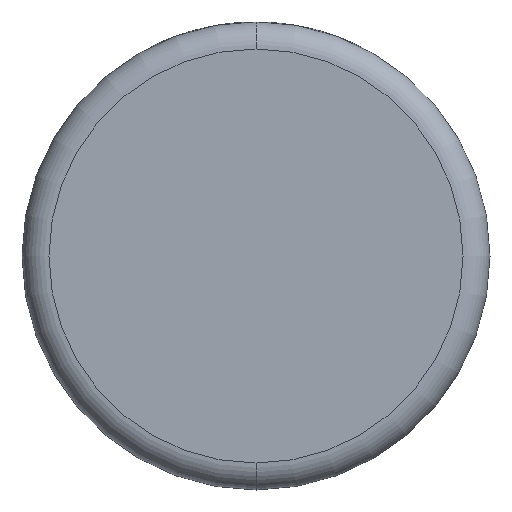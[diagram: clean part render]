
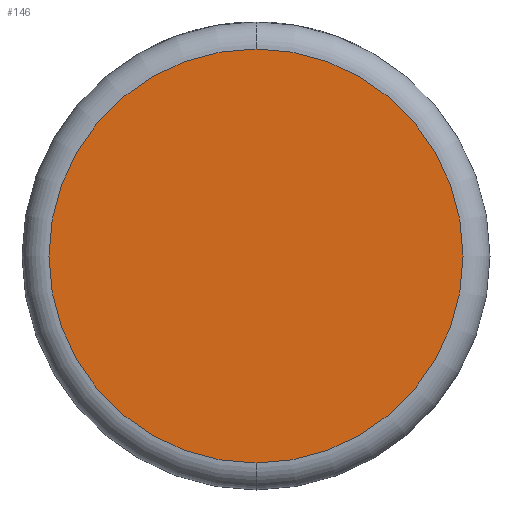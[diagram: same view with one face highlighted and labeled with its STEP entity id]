
A CAD part, front view. The second image highlights one B-rep face of the part: STEP entity #146.
In plain terms, the highlighted planar face has unit normal (0, -1, 0).
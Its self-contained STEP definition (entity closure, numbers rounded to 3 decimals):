
#97 = PLANE ( 'NONE',  #2190 ) ;
#146 = ADVANCED_FACE ( 'NONE', ( #2625 ), #97, .F. ) ;
#204 = CARTESIAN_POINT ( 'NONE',  ( 0., 0., 15.926 ) ) ;
#619 = EDGE_CURVE ( 'NONE', #805, #1614, #2530, .T. ) ;
#650 = CIRCLE ( 'NONE', #4172, 15.926 ) ;
#674 = EDGE_LOOP ( 'NONE', ( #4113, #3837 ) ) ;
#721 = AXIS2_PLACEMENT_3D ( 'NONE', #1000, #1242, #1586 ) ;
#805 = VERTEX_POINT ( 'NONE', #204 ) ;
#869 = DIRECTION ( 'NONE',  ( 0., -1., 0. ) ) ;
#1000 = CARTESIAN_POINT ( 'NONE',  ( 0., 0., 0. ) ) ;
#1242 = DIRECTION ( 'NONE',  ( 0., -1., 0. ) ) ;
#1265 = CARTESIAN_POINT ( 'NONE',  ( 0., 0., -15.926 ) ) ;
#1489 = DIRECTION ( 'NONE',  ( 0., 1., 0. ) ) ;
#1586 = DIRECTION ( 'NONE',  ( 0., 0., 1. ) ) ;
#1614 = VERTEX_POINT ( 'NONE', #1265 ) ;
#1769 = EDGE_CURVE ( 'NONE', #1614, #805, #650, .T. ) ;
#1787 = DIRECTION ( 'NONE',  ( 0., 0., 1. ) ) ;
#2190 = AXIS2_PLACEMENT_3D ( 'NONE', #3440, #1489, #1787 ) ;
#2530 = CIRCLE ( 'NONE', #721, 15.926 ) ;
#2625 = FACE_OUTER_BOUND ( 'NONE', #674, .T. ) ;
#2853 = DIRECTION ( 'NONE',  ( 0., 0., 1. ) ) ;
#3440 = CARTESIAN_POINT ( 'NONE',  ( 0., 0., 0. ) ) ;
#3809 = CARTESIAN_POINT ( 'NONE',  ( 0., 0., 0. ) ) ;
#3837 = ORIENTED_EDGE ( 'NONE', *, *, #1769, .T. ) ;
#4113 = ORIENTED_EDGE ( 'NONE', *, *, #619, .T. ) ;
#4172 = AXIS2_PLACEMENT_3D ( 'NONE', #3809, #869, #2853 ) ;
